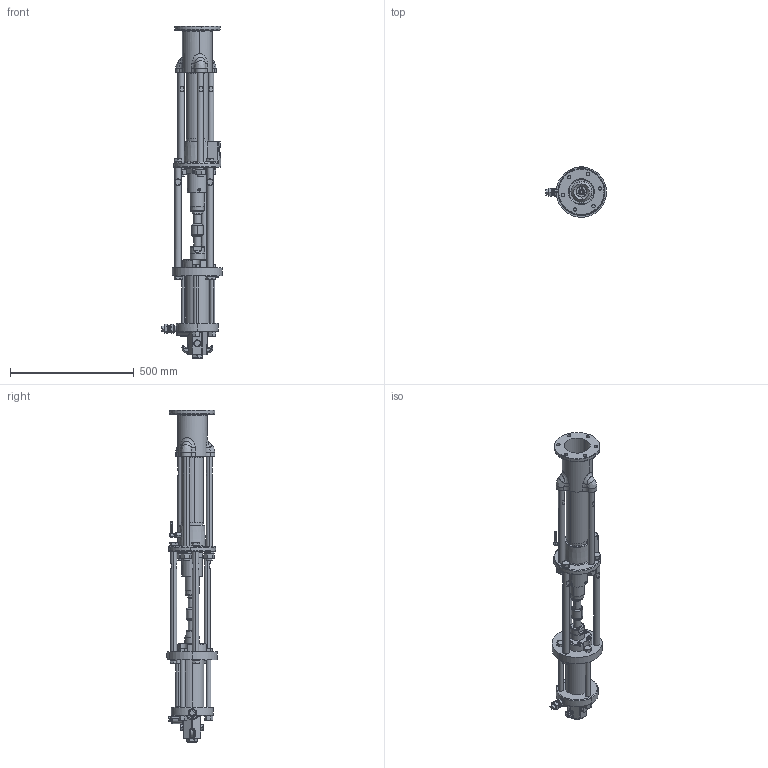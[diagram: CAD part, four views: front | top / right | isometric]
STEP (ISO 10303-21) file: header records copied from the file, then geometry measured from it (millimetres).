
FILE_DESCRIPTION((''),'2;1');
FILE_NAME('15199318','2017-07-11T',('irfhiv'),(''),'PRO/ENGINEER BY PARAMETRIC TECHNOLOGY CORPORATION, 2016360','PRO/ENGINEER BY PARAMETRIC TECHNOLOGY CORPORATION, 2016360','');
FILE_SCHEMA(('CONFIG_CONTROL_DESIGN'));
Products named in the file (1): 15199318
Bounding box: 246.58 x 204.62 x 1342.19 mm (x, y, z)
Volume: 11200994.1 mm3; surface area: 1105590.3 mm2
Topology: 2 solids, 5 shells, 2456 faces, 6570 edges, 4292 vertices
Faces by surface type: plane 951, cylinder 627, cone 402, extrusion 285, torus 107, bspline 72, sphere 12
Entity records: 88458 total; most frequent: CARTESIAN_POINT 28490, ORIENTED_EDGE 13052, DIRECTION 11616, EDGE_CURVE 6526, AXIS2_PLACEMENT_3D 4320, VERTEX_POINT 4292, VECTOR 2976, EDGE_LOOP 2736
